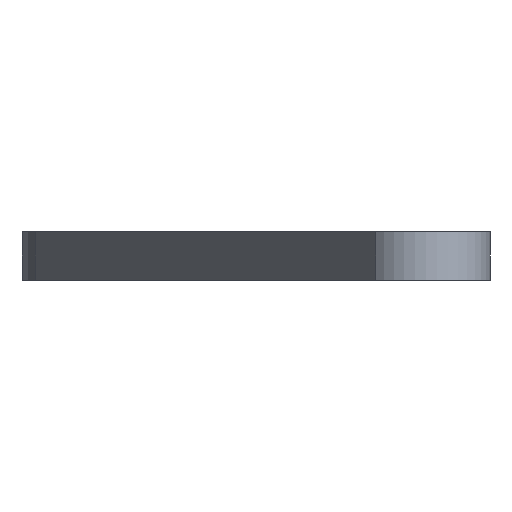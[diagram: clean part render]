
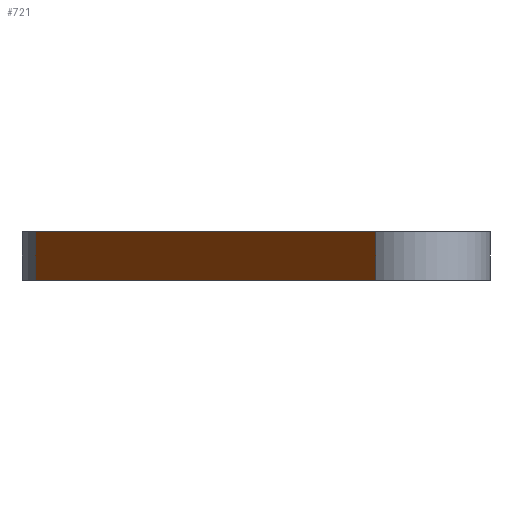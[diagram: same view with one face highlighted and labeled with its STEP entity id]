
A CAD part, front view. The second image highlights one B-rep face of the part: STEP entity #721.
In plain terms, the highlighted planar face has unit normal (-0.866, -0.5, 0).
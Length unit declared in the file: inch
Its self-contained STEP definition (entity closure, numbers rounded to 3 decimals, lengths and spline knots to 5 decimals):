
#59 = LINE ( 'NONE', #1795, #1769 ) ;
#198 = CARTESIAN_POINT ( 'NONE',  ( 0.71853, -1.5743, 0.125 ) ) ;
#210 = VERTEX_POINT ( 'NONE', #282 ) ;
#282 = CARTESIAN_POINT ( 'NONE',  ( -0.153, -0.06476, 0. ) ) ;
#286 = ORIENTED_EDGE ( 'NONE', *, *, #1891, .F. ) ;
#325 = VERTEX_POINT ( 'NONE', #670 ) ;
#393 = EDGE_LOOP ( 'NONE', ( #286, #630, #1018, #1366 ) ) ;
#417 = EDGE_CURVE ( 'NONE', #1422, #210, #1932, .T. ) ;
#444 = DIRECTION ( 'NONE',  ( 0.5, -0.866, 0. ) ) ;
#467 = EDGE_CURVE ( 'NONE', #210, #325, #665, .T. ) ;
#477 = EDGE_CURVE ( 'NONE', #1671, #325, #1068, .T. ) ;
#531 = VECTOR ( 'NONE', #1880, 39.37008 ) ;
#630 = ORIENTED_EDGE ( 'NONE', *, *, #417, .T. ) ;
#665 = LINE ( 'NONE', #1382, #1903 ) ;
#670 = CARTESIAN_POINT ( 'NONE',  ( 0.71853, -1.5743, 0. ) ) ;
#716 = DIRECTION ( 'NONE',  ( 0.5, -0.866, 0. ) ) ;
#721 = ADVANCED_FACE ( 'NONE', ( #1547 ), #792, .F. ) ;
#792 = PLANE ( 'NONE',  #1488 ) ;
#1018 = ORIENTED_EDGE ( 'NONE', *, *, #467, .T. ) ;
#1068 = LINE ( 'NONE', #198, #531 ) ;
#1118 = CARTESIAN_POINT ( 'NONE',  ( -0.19039, 0., 0.125 ) ) ;
#1135 = DIRECTION ( 'NONE',  ( 0.866, 0.5, 0. ) ) ;
#1366 = ORIENTED_EDGE ( 'NONE', *, *, #477, .F. ) ;
#1382 = CARTESIAN_POINT ( 'NONE',  ( -0.19039, 0., 0. ) ) ;
#1422 = VERTEX_POINT ( 'NONE', #1936 ) ;
#1488 = AXIS2_PLACEMENT_3D ( 'NONE', #1118, #1135, #1618 ) ;
#1547 = FACE_OUTER_BOUND ( 'NONE', #393, .T. ) ;
#1618 = DIRECTION ( 'NONE',  ( -0.5, 0.866, 0. ) ) ;
#1671 = VERTEX_POINT ( 'NONE', #1870 ) ;
#1719 = DIRECTION ( 'NONE',  ( 0., 0., -1. ) ) ;
#1769 = VECTOR ( 'NONE', #444, 39.37008 ) ;
#1795 = CARTESIAN_POINT ( 'NONE',  ( -0.19039, 0., 0.125 ) ) ;
#1870 = CARTESIAN_POINT ( 'NONE',  ( 0.71853, -1.5743, 0.125 ) ) ;
#1880 = DIRECTION ( 'NONE',  ( 0., 0., -1. ) ) ;
#1891 = EDGE_CURVE ( 'NONE', #1422, #1671, #59, .T. ) ;
#1903 = VECTOR ( 'NONE', #716, 39.37008 ) ;
#1932 = LINE ( 'NONE', #2034, #1996 ) ;
#1936 = CARTESIAN_POINT ( 'NONE',  ( -0.153, -0.06476, 0.125 ) ) ;
#1996 = VECTOR ( 'NONE', #1719, 39.37008 ) ;
#2034 = CARTESIAN_POINT ( 'NONE',  ( -0.153, -0.06476, 0.125 ) ) ;
